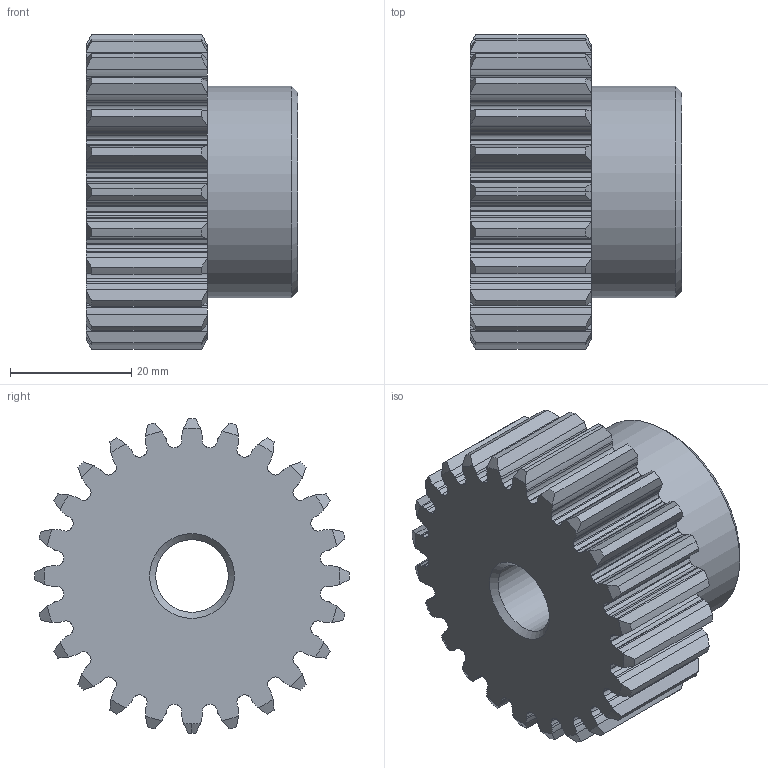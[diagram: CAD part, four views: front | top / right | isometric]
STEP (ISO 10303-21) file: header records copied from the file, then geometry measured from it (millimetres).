
FILE_DESCRIPTION(/* description */ ('Alibre Inc.'),/* implementation_level */ '2;1');
FILE_NAME(/* name */ 'export-6418930A-FA99-44E1-90EB-27924EAC399B',/* time_stamp */ '2024-06-28T17:19:03+02:00',/* author */ (''),/* organization */ (''),/* preprocessor_version */ 'ST-DEVELOPER v17',/* originating_system */ 'Alibre',/* authorisation */ '');
FILE_SCHEMA (('AUTOMOTIVE_DESIGN'));
Length unit declared in the file: millimetre
Products named in the file (1): 401020024
Bounding box: 35 x 52 x 52 mm (x, y, z)
Volume: 45721.2 mm3; surface area: 12035.9 mm2
Topology: 1 solids, 1 shells, 409 faces, 1218 edges, 812 vertices
Faces by surface type: cylinder 353, cone 53, plane 3
Full cylindrical faces by diameter (mm): 12 x1, 35 x1
Entity records: 14138 total; most frequent: CARTESIAN_POINT 2693, DIRECTION 2633, ORIENTED_EDGE 2436, EDGE_CURVE 1218, AXIS2_PLACEMENT_3D 1139, VERTEX_POINT 812, CIRCLE 730, EDGE_LOOP 412
